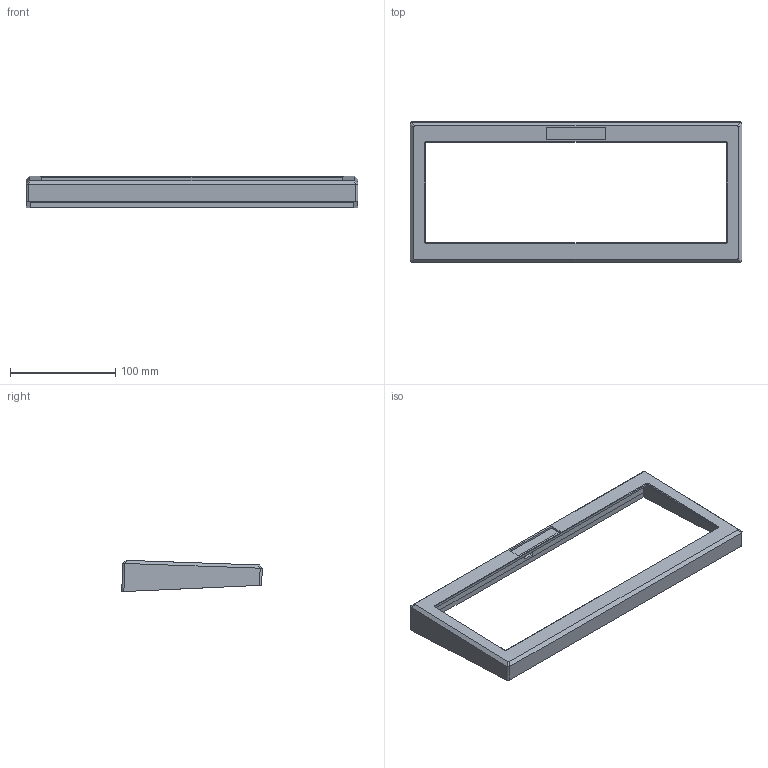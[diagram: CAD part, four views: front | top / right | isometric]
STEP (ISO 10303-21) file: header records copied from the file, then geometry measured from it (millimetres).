
FILE_DESCRIPTION(/* description */ ('STEP AP242','CAx-IF Rec.Pracs.---Representation and Presentation of Product Manufacturing Information (PMI)---4.0---2014-10-13','CAx-IF Rec.Pracs.---3D Tessellated Geometry---0.4---2014-09-14','2;1'),/* implementation_level */ '2;1');
FILE_NAME(/* name */ '63cacc4e1e3b935250e7d458',/* time_stamp */ '2023-01-20T17:15:59+00:00',/* author */ (''),/* organization */ (''),/* preprocessor_version */ 'ST-DEVELOPER v18.102',/* originating_system */ ' ',/* authorisation */ ' ');
FILE_SCHEMA (('AP242_MANAGED_MODEL_BASED_3D_ENGINEERING_MIM_LF { 1 0 10303 442 1 1 4 }'));
Length unit declared in the file: metre
Products named in the file (1): Top
Bounding box: 314.55 x 133.31 x 29.72 mm (x, y, z)
Volume: 104559.3 mm3; surface area: 70464 mm2
Topology: 1 solids, 1 shells, 61 faces, 155 edges, 102 vertices
Faces by surface type: plane 45, cylinder 16
Full cylindrical faces by diameter (mm): 8.3 x4
Entity records: 1843 total; most frequent: CARTESIAN_POINT 315, DIRECTION 311, ORIENTED_EDGE 302, EDGE_CURVE 151, LINE 115, VECTOR 115, VERTEX_POINT 102, AXIS2_PLACEMENT_3D 98
